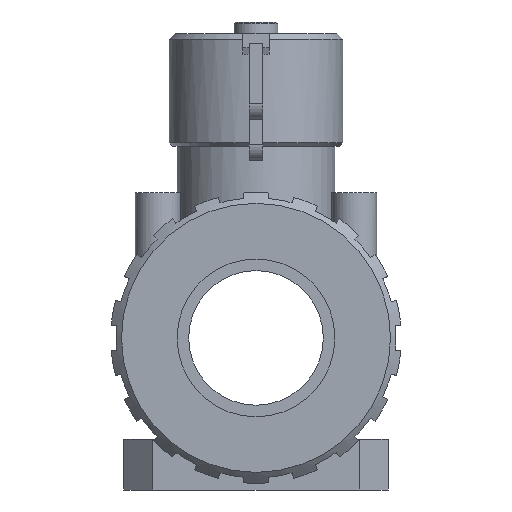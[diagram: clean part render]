
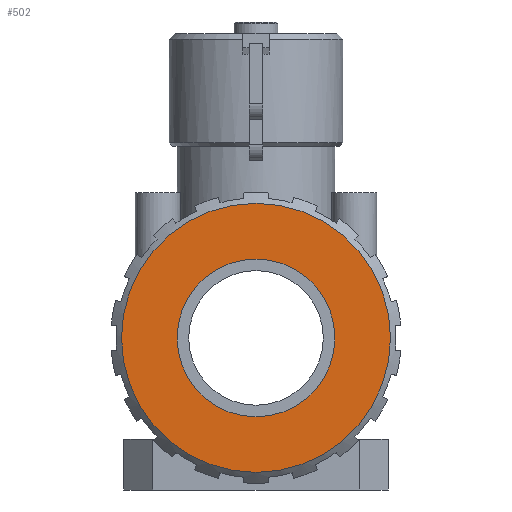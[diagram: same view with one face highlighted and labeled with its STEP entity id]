
A CAD part, left-side view. The second image highlights one B-rep face of the part: STEP entity #502.
In plain terms, the highlighted planar face has unit normal (-1, 0, 0).
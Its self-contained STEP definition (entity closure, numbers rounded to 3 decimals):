
#502 = ADVANCED_FACE( '', ( #1161, #1162 ), #1163, .F. );
#1161 = FACE_OUTER_BOUND( '', #1970, .T. );
#1162 = FACE_BOUND( '', #1971, .T. );
#1163 = PLANE( '', #1972 );
#1970 = EDGE_LOOP( '', ( #3578 ) );
#1971 = EDGE_LOOP( '', ( #3579 ) );
#1972 = AXIS2_PLACEMENT_3D( '', #3580, #3581, #3582 );
#3578 = ORIENTED_EDGE( '', *, *, #5033, .F. );
#3579 = ORIENTED_EDGE( '', *, *, #5366, .T. );
#3580 = CARTESIAN_POINT( '', ( -110., 0., 29.3 ) );
#3581 = DIRECTION( '', ( 1., 0., 0. ) );
#3582 = DIRECTION( '', ( 0., 0., -1. ) );
#5033 = EDGE_CURVE( '', #6127, #6127, #6128, .T. );
#5366 = EDGE_CURVE( '', #6675, #6675, #6676, .T. );
#6127 = VERTEX_POINT( '', #8137 );
#6128 = CIRCLE( '', #8138, 49.967 );
#6675 = VERTEX_POINT( '', #8904 );
#6676 = CIRCLE( '', #8905, 29.3 );
#8137 = CARTESIAN_POINT( '', ( -110., 0., -49.967 ) );
#8138 = AXIS2_PLACEMENT_3D( '', #10056, #10057, #10058 );
#8904 = CARTESIAN_POINT( '', ( -110., 0., -29.3 ) );
#8905 = AXIS2_PLACEMENT_3D( '', #10451, #10452, #10453 );
#10056 = CARTESIAN_POINT( '', ( -110., 0., 0. ) );
#10057 = DIRECTION( '', ( 1., 0., 0. ) );
#10058 = DIRECTION( '', ( 0., 0., -1. ) );
#10451 = CARTESIAN_POINT( '', ( -110., 0., 0. ) );
#10452 = DIRECTION( '', ( 1., 0., 0. ) );
#10453 = DIRECTION( '', ( 0., 0., -1. ) );
